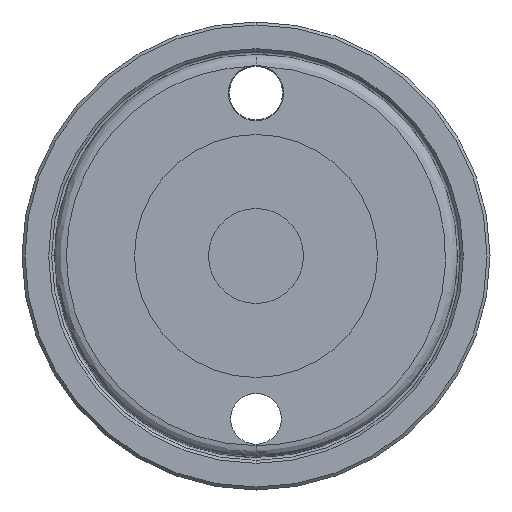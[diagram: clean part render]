
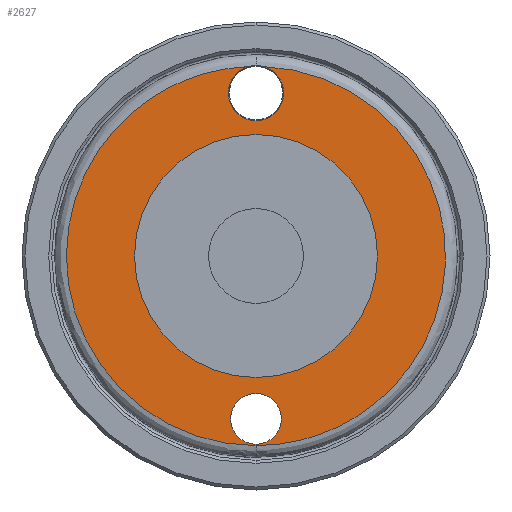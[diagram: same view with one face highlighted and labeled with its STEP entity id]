
A CAD part, front view. The second image highlights one B-rep face of the part: STEP entity #2627.
In plain terms, the highlighted planar face has unit normal (0, -1, 0).
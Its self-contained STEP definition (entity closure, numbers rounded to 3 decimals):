
#37 = EDGE_CURVE ( 'NONE', #4050, #4054, #1735, .T. ) ;
#107 = VERTEX_POINT ( 'NONE', #1520 ) ;
#279 = DIRECTION ( 'NONE',  ( 0., 1., 0. ) ) ;
#304 = ORIENTED_EDGE ( 'NONE', *, *, #4367, .T. ) ;
#307 = AXIS2_PLACEMENT_3D ( 'NONE', #951, #2124, #648 ) ;
#336 = CARTESIAN_POINT ( 'NONE',  ( 40.811, -2., 31.973 ) ) ;
#380 = VERTEX_POINT ( 'NONE', #3196 ) ;
#426 = FACE_BOUND ( 'NONE', #1768, .T. ) ;
#511 = ORIENTED_EDGE ( 'NONE', *, *, #653, .T. ) ;
#648 = DIRECTION ( 'NONE',  ( 0., 0., -1. ) ) ;
#653 = EDGE_CURVE ( 'NONE', #2122, #1161, #791, .T. ) ;
#791 = CIRCLE ( 'NONE', #307, 20.5 ) ;
#878 = CARTESIAN_POINT ( 'NONE',  ( 39.5, -2., -27.5 ) ) ;
#942 = CARTESIAN_POINT ( 'NONE',  ( -23.227, -2., 29.454 ) ) ;
#951 = CARTESIAN_POINT ( 'NONE',  ( 39.5, -2., 0. ) ) ;
#1161 = VERTEX_POINT ( 'NONE', #1810 ) ;
#1189 = FACE_OUTER_BOUND ( 'NONE', #4311, .T. ) ;
#1203 = DIRECTION ( 'NONE',  ( 0., 0., 1. ) ) ;
#1250 = CARTESIAN_POINT ( 'NONE',  ( 39.5, -2., -32. ) ) ;
#1279 = ORIENTED_EDGE ( 'NONE', *, *, #3922, .F. ) ;
#1346 = CARTESIAN_POINT ( 'NONE',  ( 60., -2., 0. ) ) ;
#1376 = DIRECTION ( 'NONE',  ( 0., 1., 0. ) ) ;
#1497 = CARTESIAN_POINT ( 'NONE',  ( 39.5, -2., -32. ) ) ;
#1504 = AXIS2_PLACEMENT_3D ( 'NONE', #3474, #1376, #3803 ) ;
#1520 = CARTESIAN_POINT ( 'NONE',  ( 38.189, -2., 31.973 ) ) ;
#1527 = CIRCLE ( 'NONE', #1850, 4.274 ) ;
#1638 = EDGE_CURVE ( 'NONE', #4050, #3542, #3002, .T. ) ;
#1670 = DIRECTION ( 'NONE',  ( 0., 0., -1. ) ) ;
#1673 = AXIS2_PLACEMENT_3D ( 'NONE', #878, #3292, #1203 ) ;
#1735 = CIRCLE ( 'NONE', #3273, 4.661 ) ;
#1768 = EDGE_LOOP ( 'NONE', ( #511, #304 ) ) ;
#1788 = EDGE_CURVE ( 'NONE', #4054, #107, #2020, .T. ) ;
#1810 = CARTESIAN_POINT ( 'NONE',  ( 39.5, -2., 20.5 ) ) ;
#1850 = AXIS2_PLACEMENT_3D ( 'NONE', #2231, #279, #2601 ) ;
#1883 = DIRECTION ( 'NONE',  ( 0., 0., 1. ) ) ;
#1936 = CARTESIAN_POINT ( 'NONE',  ( 39.5, -2., 22.839 ) ) ;
#2020 = CIRCLE ( 'NONE', #4033, 4.661 ) ;
#2074 = DIRECTION ( 'NONE',  ( 0., 0., 1. ) ) ;
#2122 = VERTEX_POINT ( 'NONE', #3646 ) ;
#2124 = DIRECTION ( 'NONE',  ( 0., 1., 0. ) ) ;
#2195 = DIRECTION ( 'NONE',  ( 0., 1., 0. ) ) ;
#2231 = CARTESIAN_POINT ( 'NONE',  ( 39.5, -2., -27.5 ) ) ;
#2335 = PLANE ( 'NONE',  #4120 ) ;
#2464 = CARTESIAN_POINT ( 'NONE',  ( 39.5, -2., -32. ) ) ;
#2496 = CARTESIAN_POINT ( 'NONE',  ( 102.227, -2., 29.454 ) ) ;
#2515 = CARTESIAN_POINT ( 'NONE',  ( 40.811, -2., 31.973 ) ) ;
#2601 = DIRECTION ( 'NONE',  ( 0., 0., 1. ) ) ;
#2627 = ADVANCED_FACE ( 'NONE', ( #426, #1189, #3938 ), #2335, .T. ) ;
#2755 = CIRCLE ( 'NONE', #1504, 20.5 ) ;
#2801 = CARTESIAN_POINT ( 'NONE',  ( 39.5, -2., 27.5 ) ) ;
#2876 = CARTESIAN_POINT ( 'NONE',  ( 100.967, -2., -32. ) ) ;
#3002 =( BOUNDED_CURVE ( )  B_SPLINE_CURVE ( 3, ( #2515, #2496, #2876, #2464 ),
 .UNSPECIFIED., .F., .F. ) 
 B_SPLINE_CURVE_WITH_KNOTS ( ( 4, 4 ),
 ( 0., 1. ),
 .UNSPECIFIED. ) 
 CURVE ( )  GEOMETRIC_REPRESENTATION_ITEM ( )  RATIONAL_B_SPLINE_CURVE ( ( 1., 0.347, 0.347, 1. ) ) 
 REPRESENTATION_ITEM ( '' )  );
#3082 = EDGE_CURVE ( 'NONE', #380, #3327, #1527, .T. ) ;
#3196 = CARTESIAN_POINT ( 'NONE',  ( 39.5, -2., -23.226 ) ) ;
#3273 = AXIS2_PLACEMENT_3D ( 'NONE', #3572, #2195, #2074 ) ;
#3292 = DIRECTION ( 'NONE',  ( 0., 1., 0. ) ) ;
#3327 = VERTEX_POINT ( 'NONE', #4242 ) ;
#3350 = CARTESIAN_POINT ( 'NONE',  ( 38.189, -2., 31.973 ) ) ;
#3434 = ORIENTED_EDGE ( 'NONE', *, *, #1788, .T. ) ;
#3468 = DIRECTION ( 'NONE',  ( 0., 1., 0. ) ) ;
#3474 = CARTESIAN_POINT ( 'NONE',  ( 39.5, -2., 0. ) ) ;
#3477 = ORIENTED_EDGE ( 'NONE', *, *, #3082, .T. ) ;
#3482 = ORIENTED_EDGE ( 'NONE', *, *, #37, .T. ) ;
#3487 = ORIENTED_EDGE ( 'NONE', *, *, #3559, .T. ) ;
#3520 = EDGE_LOOP ( 'NONE', ( #3477, #3487 ) ) ;
#3542 = VERTEX_POINT ( 'NONE', #1497 ) ;
#3559 = EDGE_CURVE ( 'NONE', #3327, #380, #4373, .T. ) ;
#3572 = CARTESIAN_POINT ( 'NONE',  ( 39.5, -2., 27.5 ) ) ;
#3646 = CARTESIAN_POINT ( 'NONE',  ( 39.5, -2., -20.5 ) ) ;
#3660 = CARTESIAN_POINT ( 'NONE',  ( -21.967, -2., -32. ) ) ;
#3767 = DIRECTION ( 'NONE',  ( 0., -1., 0. ) ) ;
#3792 = ORIENTED_EDGE ( 'NONE', *, *, #1638, .F. ) ;
#3803 = DIRECTION ( 'NONE',  ( 0., 0., -1. ) ) ;
#3922 = EDGE_CURVE ( 'NONE', #3542, #107, #4395, .T. ) ;
#3938 = FACE_BOUND ( 'NONE', #3520, .T. ) ;
#4033 = AXIS2_PLACEMENT_3D ( 'NONE', #2801, #3468, #1883 ) ;
#4050 = VERTEX_POINT ( 'NONE', #336 ) ;
#4054 = VERTEX_POINT ( 'NONE', #1936 ) ;
#4120 = AXIS2_PLACEMENT_3D ( 'NONE', #1346, #3767, #1670 ) ;
#4242 = CARTESIAN_POINT ( 'NONE',  ( 39.5, -2., -31.774 ) ) ;
#4311 = EDGE_LOOP ( 'NONE', ( #1279, #3792, #3482, #3434 ) ) ;
#4367 = EDGE_CURVE ( 'NONE', #1161, #2122, #2755, .T. ) ;
#4373 = CIRCLE ( 'NONE', #1673, 4.274 ) ;
#4395 =( BOUNDED_CURVE ( )  B_SPLINE_CURVE ( 3, ( #1250, #3660, #942, #3350 ),
 .UNSPECIFIED., .F., .T. ) 
 B_SPLINE_CURVE_WITH_KNOTS ( ( 4, 4 ),
 ( 0., 1. ),
 .UNSPECIFIED. ) 
 CURVE ( )  GEOMETRIC_REPRESENTATION_ITEM ( )  RATIONAL_B_SPLINE_CURVE ( ( 1., 0.347, 0.347, 1. ) ) 
 REPRESENTATION_ITEM ( '' )  );
